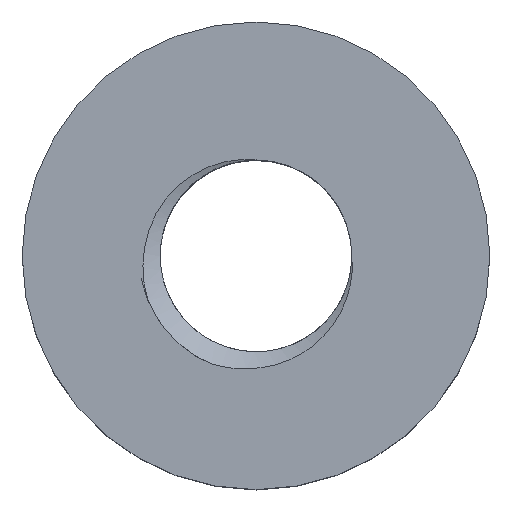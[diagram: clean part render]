
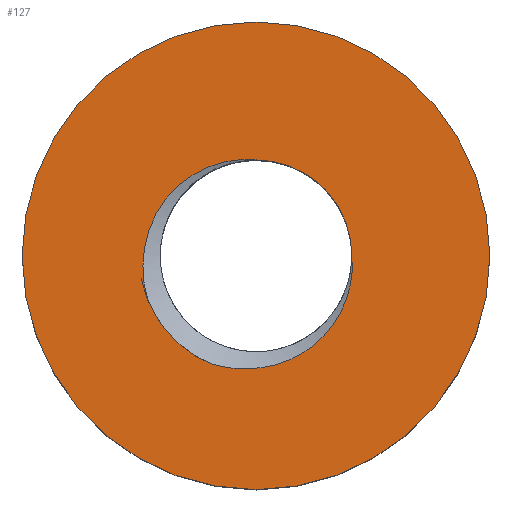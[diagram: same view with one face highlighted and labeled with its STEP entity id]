
A CAD part, top view. The second image highlights one B-rep face of the part: STEP entity #127.
In plain terms, the highlighted planar face has unit normal (0, 0, 1).
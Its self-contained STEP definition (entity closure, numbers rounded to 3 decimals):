
#24=B_SPLINE_CURVE_WITH_KNOTS('',3,(#203,#204,#205,#206,#207),
 .UNSPECIFIED.,.F.,.F.,(4,1,4),(0.,0.001,
0.003),.UNSPECIFIED.);
#25=B_SPLINE_CURVE_WITH_KNOTS('',3,(#212,#213,#214,#215,#216),
 .UNSPECIFIED.,.F.,.F.,(4,1,4),(0.,0.001,
0.003),.UNSPECIFIED.);
#28=ORIENTED_EDGE('',*,*,#60,.F.);
#29=ORIENTED_EDGE('',*,*,#61,.T.);
#30=ORIENTED_EDGE('',*,*,#62,.T.);
#31=ORIENTED_EDGE('',*,*,#63,.T.);
#32=ORIENTED_EDGE('',*,*,#64,.T.);
#60=EDGE_CURVE('',#76,#76,#88,.T.);
#61=EDGE_CURVE('',#77,#78,#24,.T.);
#62=EDGE_CURVE('',#78,#79,#89,.T.);
#63=EDGE_CURVE('',#79,#80,#25,.T.);
#64=EDGE_CURVE('',#80,#77,#90,.T.);
#76=VERTEX_POINT('',#202);
#77=VERTEX_POINT('',#208);
#78=VERTEX_POINT('',#209);
#79=VERTEX_POINT('',#211);
#80=VERTEX_POINT('',#217);
#88=CIRCLE('',#150,3.);
#89=CIRCLE('',#151,1.23);
#90=CIRCLE('',#152,1.5);
#96=EDGE_LOOP('',(#28));
#97=EDGE_LOOP('',(#29,#30,#31,#32));
#110=FACE_BOUND('',#96,.T.);
#111=FACE_BOUND('',#97,.T.);
#124=PLANE('',#149);
#127=ADVANCED_FACE('',(#110,#111),#124,.F.);
#149=AXIS2_PLACEMENT_3D('',#200,#167,#168);
#150=AXIS2_PLACEMENT_3D('',#201,#169,#170);
#151=AXIS2_PLACEMENT_3D('',#210,#171,#172);
#152=AXIS2_PLACEMENT_3D('',#218,#173,#174);
#167=DIRECTION('',(0.,0.,-1.));
#168=DIRECTION('',(-1.,0.,0.));
#169=DIRECTION('',(0.,0.,-1.));
#170=DIRECTION('',(1.,0.,0.));
#171=DIRECTION('',(0.,0.,-1.));
#172=DIRECTION('',(0.,-1.,0.));
#173=DIRECTION('',(0.,0.,-1.));
#174=DIRECTION('',(-1.,0.,0.));
#200=CARTESIAN_POINT('',(0.,0.,0.));
#201=CARTESIAN_POINT('',(0.,0.,0.));
#202=CARTESIAN_POINT('',(3.,0.,0.));
#203=CARTESIAN_POINT('',(-1.386,-0.573,0.));
#204=CARTESIAN_POINT('',(-1.52,-0.141,0.));
#205=CARTESIAN_POINT('',(-1.367,0.841,0.));
#206=CARTESIAN_POINT('',(-0.451,1.28,0.));
#207=CARTESIAN_POINT('',(0.,1.23,0.));
#208=CARTESIAN_POINT('',(-1.386,-0.573,0.));
#209=CARTESIAN_POINT('',(0.,1.23,0.));
#210=CARTESIAN_POINT('',(0.,0.,0.));
#211=CARTESIAN_POINT('',(1.23,0.,0.));
#212=CARTESIAN_POINT('',(1.23,0.,0.));
#213=CARTESIAN_POINT('',(1.279,-0.451,0.));
#214=CARTESIAN_POINT('',(0.842,-1.367,0.));
#215=CARTESIAN_POINT('',(-0.142,-1.52,0.));
#216=CARTESIAN_POINT('',(-0.575,-1.386,0.));
#217=CARTESIAN_POINT('',(-0.575,-1.386,0.));
#218=CARTESIAN_POINT('',(0.,0.,0.));
